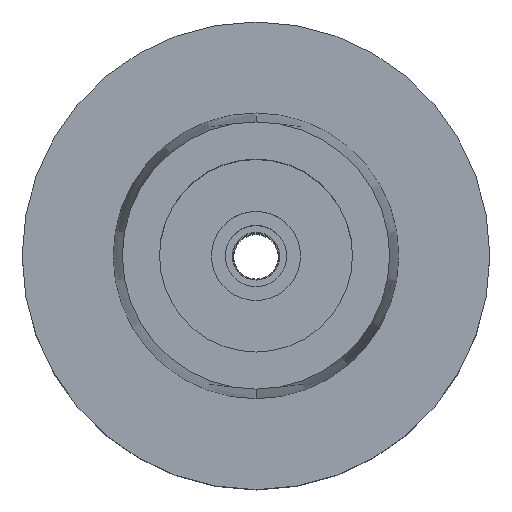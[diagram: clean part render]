
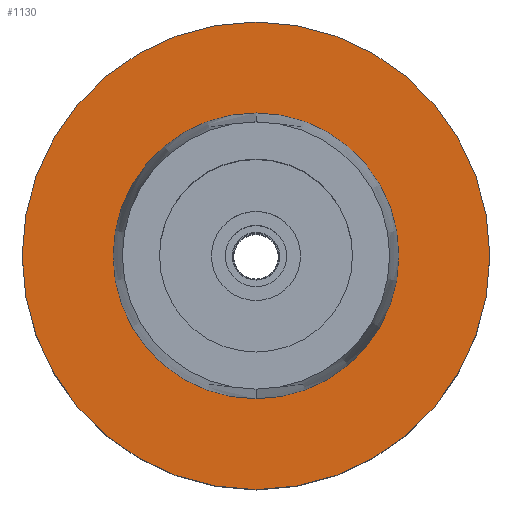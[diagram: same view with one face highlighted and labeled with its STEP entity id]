
A CAD part, top view. The second image highlights one B-rep face of the part: STEP entity #1130.
In plain terms, the highlighted planar face has unit normal (0, 0, 1).
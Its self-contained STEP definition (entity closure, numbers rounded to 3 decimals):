
#91=CARTESIAN_POINT('',(0.,0.,0.));
#92=DIRECTION('',(0.,0.,-1.));
#93=DIRECTION('',(0.,-1.,0.));
#94=AXIS2_PLACEMENT_3D('',#91,#92,#93);
#99=CARTESIAN_POINT('',(0.,0.,0.));
#100=DIRECTION('',(0.,0.,-1.));
#101=DIRECTION('',(0.,1.,0.));
#102=AXIS2_PLACEMENT_3D('',#99,#100,#101);
#107=CARTESIAN_POINT('',(0.,0.,0.));
#108=DIRECTION('',(0.,0.,1.));
#109=DIRECTION('',(0.,-1.,0.));
#110=AXIS2_PLACEMENT_3D('',#107,#108,#109);
#115=CARTESIAN_POINT('',(0.,0.,0.));
#116=DIRECTION('',(0.,0.,1.));
#117=DIRECTION('',(0.,1.,0.));
#118=AXIS2_PLACEMENT_3D('',#115,#116,#117);
#937=CARTESIAN_POINT('',(0.,19.25,0.));
#938=VERTEX_POINT('',#937);
#939=CARTESIAN_POINT('',(0.,-19.25,0.));
#940=VERTEX_POINT('',#939);
#941=CARTESIAN_POINT('',(0.,-31.5,0.));
#942=CARTESIAN_POINT('',(0.,31.5,0.));
#943=VERTEX_POINT('',#941);
#944=VERTEX_POINT('',#942);
#1115=CARTESIAN_POINT('',(0.,0.,0.));
#1116=DIRECTION('',(0.,0.,1.));
#1117=DIRECTION('',(0.,1.,0.));
#1118=AXIS2_PLACEMENT_3D('',#1115,#1116,#1117);
#1119=PLANE('',#1118);
#1121=ORIENTED_EDGE('',*,*,#1120,.T.);
#1123=ORIENTED_EDGE('',*,*,#1122,.T.);
#1124=EDGE_LOOP('',(#1121,#1123));
#1125=FACE_OUTER_BOUND('',#1124,.F.);
#1126=ORIENTED_EDGE('',*,*,#1108,.T.);
#1127=ORIENTED_EDGE('',*,*,#1097,.T.);
#1128=EDGE_LOOP('',(#1126,#1127));
#1129=FACE_BOUND('',#1128,.F.);
#95=CIRCLE('',#94,31.5);
#103=CIRCLE('',#102,31.5);
#111=CIRCLE('',#110,19.25);
#119=CIRCLE('',#118,19.25);
#1097=EDGE_CURVE('',#938,#940,#119,.T.);
#1108=EDGE_CURVE('',#940,#938,#111,.T.);
#1120=EDGE_CURVE('',#943,#944,#95,.T.);
#1122=EDGE_CURVE('',#944,#943,#103,.T.);
#1130=ADVANCED_FACE('',(#1125,#1129),#1119,.T.);
